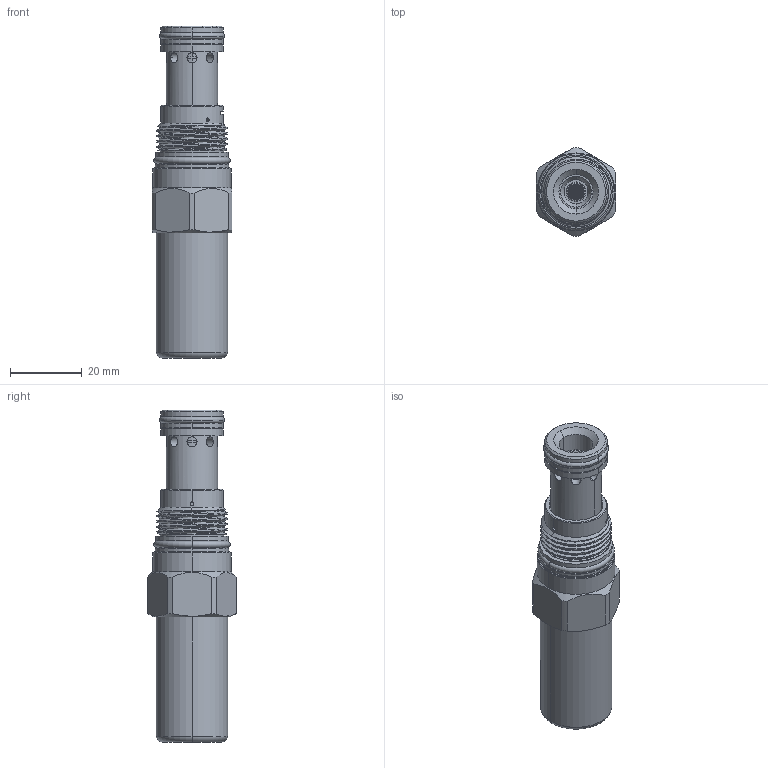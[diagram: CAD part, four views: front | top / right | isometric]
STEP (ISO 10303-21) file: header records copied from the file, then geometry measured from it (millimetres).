
FILE_DESCRIPTION (( 'STEP AP203' ), '1' );
FILE_NAME ('RP10A20-C.STEP', '2016-08-01T08:32:37', ( '' ), ( '' ), 'SwSTEP 2.0', 'SolidWorks 2012', '' );
FILE_SCHEMA (( 'CONFIG_CONTROL_DESIGN' ));
Length unit declared in the file: millimetre
Products named in the file (1): RP10A20-C
Bounding box: 22.22 x 24.79 x 92.82 mm (x, y, z)
Volume: 26082.2 mm3; surface area: 9095 mm2
Topology: 4 solids, 4 shells, 608 faces, 1744 edges, 1107 vertices
Faces by surface type: cylinder 516, cone 34, plane 31, torus 20, sphere 4, bspline 3
Entity records: 45853 total; most frequent: CARTESIAN_POINT 30764, ORIENTED_EDGE 3488, DIRECTION 2300, EDGE_CURVE 1744, VERTEX_POINT 1107, EDGE_LOOP 1005, B_SPLINE_CURVE_WITH_KNOTS 914, AXIS2_PLACEMENT_3D 884
